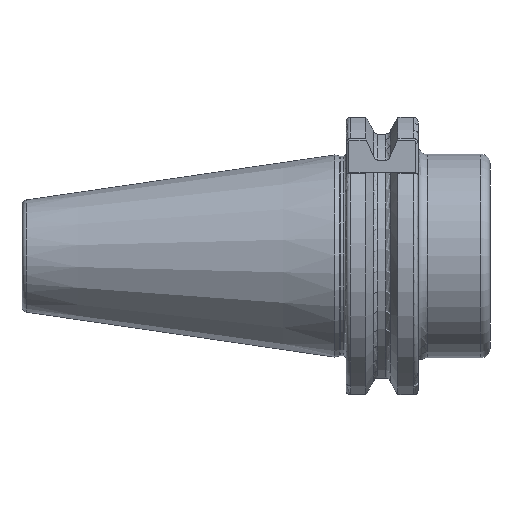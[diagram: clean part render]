
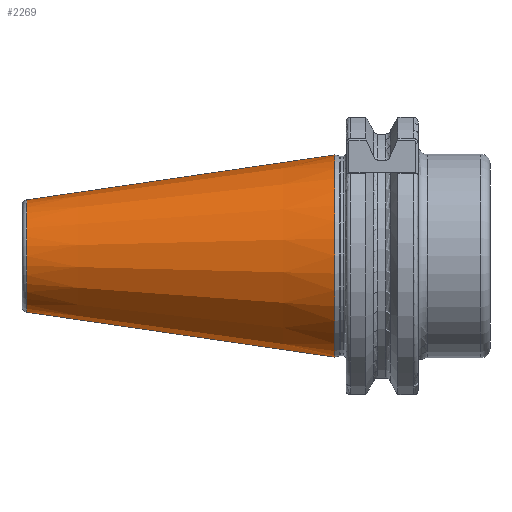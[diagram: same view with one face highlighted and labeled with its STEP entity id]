
A CAD part, front view. The second image highlights one B-rep face of the part: STEP entity #2269.
In plain terms, the highlighted conical face has half-angle 8.297 degrees and reference radius 22.692 mm.
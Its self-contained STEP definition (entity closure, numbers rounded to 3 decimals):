
#707 = CONICAL_SURFACE ( 'NONE', #3636, 22.692, 0.145 ) ;
#719 = FACE_OUTER_BOUND ( 'NONE', #18758, .T. ) ;
#916 = LINE ( 'NONE', #1805, #935 ) ;
#935 = VECTOR ( 'NONE', #1781, 1000. ) ;
#977 = VECTOR ( 'NONE', #3875, 1000. ) ;
#1005 = LINE ( 'NONE', #3867, #977 ) ;
#1477 = EDGE_CURVE ( 'NONE', #5712, #5709, #8478, .T. ) ;
#1495 = EDGE_CURVE ( 'NONE', #5721, #5715, #8494, .T. ) ;
#1781 = DIRECTION ( 'NONE',  ( 0.99, 0., 0.144 ) ) ;
#1805 = CARTESIAN_POINT ( 'NONE',  ( 0., 0., 22.692 ) ) ;
#2269 = ADVANCED_FACE ( 'NONE', ( #719 ), #707, .T. ) ;
#3636 = AXIS2_PLACEMENT_3D ( 'NONE', #21192, #21174, #21157 ) ;
#3867 = CARTESIAN_POINT ( 'NONE',  ( 0., 0., -22.692 ) ) ;
#3875 = DIRECTION ( 'NONE',  ( 0.99, 0., -0.144 ) ) ;
#5709 = VERTEX_POINT ( 'NONE', #17290 ) ;
#5712 = VERTEX_POINT ( 'NONE', #17295 ) ;
#5715 = VERTEX_POINT ( 'NONE', #17298 ) ;
#5721 = VERTEX_POINT ( 'NONE', #17339 ) ;
#7348 = CARTESIAN_POINT ( 'NONE',  ( -2.5, 0., 0. ) ) ;
#7349 = DIRECTION ( 'NONE',  ( 1., 0., 0. ) ) ;
#7375 = DIRECTION ( 'NONE',  ( 0., 0., -1. ) ) ;
#7742 = CARTESIAN_POINT ( 'NONE',  ( -70.573, 0., 0. ) ) ;
#7743 = DIRECTION ( 'NONE',  ( 1., 0., 0. ) ) ;
#7744 = DIRECTION ( 'NONE',  ( 0., 0., 1. ) ) ;
#8478 = CIRCLE ( 'NONE', #8780, 22.327 ) ;
#8494 = CIRCLE ( 'NONE', #8810, 12.4 ) ;
#8780 = AXIS2_PLACEMENT_3D ( 'NONE', #7348, #7349, #7375 ) ;
#8810 = AXIS2_PLACEMENT_3D ( 'NONE', #7742, #7743, #7744 ) ;
#10681 = EDGE_CURVE ( 'NONE', #5721, #5712, #916, .T. ) ;
#10722 = EDGE_CURVE ( 'NONE', #5715, #5709, #1005, .T. ) ;
#15706 = ORIENTED_EDGE ( 'NONE', *, *, #1495, .T. ) ;
#15707 = ORIENTED_EDGE ( 'NONE', *, *, #1477, .F. ) ;
#15712 = ORIENTED_EDGE ( 'NONE', *, *, #10722, .T. ) ;
#15730 = ORIENTED_EDGE ( 'NONE', *, *, #10681, .F. ) ;
#17290 = CARTESIAN_POINT ( 'NONE',  ( -2.5, 0., -22.327 ) ) ;
#17295 = CARTESIAN_POINT ( 'NONE',  ( -2.5, 0., 22.327 ) ) ;
#17298 = CARTESIAN_POINT ( 'NONE',  ( -70.573, 0., -12.4 ) ) ;
#17339 = CARTESIAN_POINT ( 'NONE',  ( -70.573, 0., 12.4 ) ) ;
#18758 = EDGE_LOOP ( 'NONE', ( #15730, #15706, #15712, #15707 ) ) ;
#21157 = DIRECTION ( 'NONE',  ( 0., 0., -1. ) ) ;
#21174 = DIRECTION ( 'NONE',  ( 1., 0., 0. ) ) ;
#21192 = CARTESIAN_POINT ( 'NONE',  ( 0., 0., 0. ) ) ;
